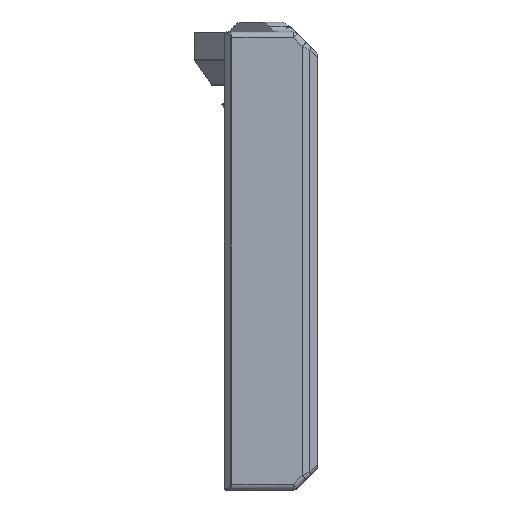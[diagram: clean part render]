
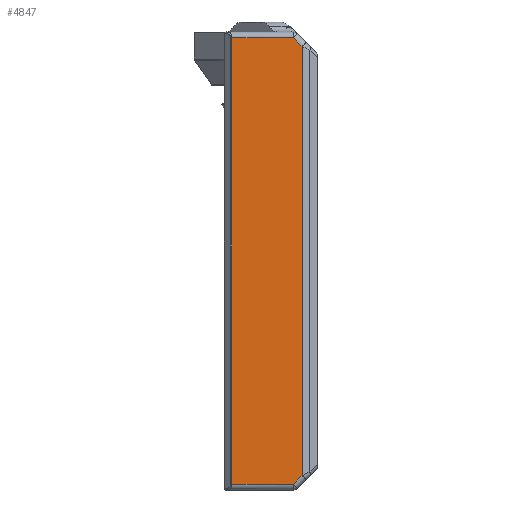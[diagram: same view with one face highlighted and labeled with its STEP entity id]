
A CAD part, left-side view. The second image highlights one B-rep face of the part: STEP entity #4847.
In plain terms, the highlighted planar face has unit normal (-1, 0, 0).
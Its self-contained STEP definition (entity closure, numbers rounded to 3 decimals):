
#110 = CARTESIAN_POINT ( 'NONE',  ( -20.122, -1.174, 51.537 ) ) ;
#159 = CARTESIAN_POINT ( 'NONE',  ( -20.122, -0.381, -0.5 ) ) ;
#173 = AXIS2_PLACEMENT_3D ( 'NONE', #2836, #2211, #5584 ) ;
#385 = ORIENTED_EDGE ( 'NONE', *, *, #1248, .T. ) ;
#433 = CARTESIAN_POINT ( 'NONE',  ( -20.122, -0.381, 39.5 ) ) ;
#541 = VECTOR ( 'NONE', #2028, 1000. ) ;
#836 = DIRECTION ( 'NONE',  ( 0., -0.707, 0.707 ) ) ;
#916 = VERTEX_POINT ( 'NONE', #433 ) ;
#1055 = CARTESIAN_POINT ( 'NONE',  ( -20.122, -1.174, -0.5 ) ) ;
#1231 = VERTEX_POINT ( 'NONE', #5972 ) ;
#1240 = DIRECTION ( 'NONE',  ( 0., 0., -1. ) ) ;
#1248 = EDGE_CURVE ( 'NONE', #3116, #916, #3211, .T. ) ;
#1352 = ORIENTED_EDGE ( 'NONE', *, *, #4595, .T. ) ;
#1738 = LINE ( 'NONE', #1055, #4996 ) ;
#1812 = DIRECTION ( 'NONE',  ( 0., 0., 1. ) ) ;
#1910 = ORIENTED_EDGE ( 'NONE', *, *, #7112, .T. ) ;
#1993 = EDGE_CURVE ( 'NONE', #916, #1231, #3715, .T. ) ;
#2028 = DIRECTION ( 'NONE',  ( 0., 1., 0. ) ) ;
#2189 = CARTESIAN_POINT ( 'NONE',  ( -20.122, -0.735, 39.146 ) ) ;
#2199 = EDGE_CURVE ( 'NONE', #7129, #3116, #3491, .T. ) ;
#2211 = DIRECTION ( 'NONE',  ( -1., 0., 0. ) ) ;
#2325 = FACE_OUTER_BOUND ( 'NONE', #6374, .T. ) ;
#2836 = CARTESIAN_POINT ( 'NONE',  ( -20.122, 5.17, 51.537 ) ) ;
#2871 = VERTEX_POINT ( 'NONE', #159 ) ;
#2877 = DIRECTION ( 'NONE',  ( 0., -1., 0. ) ) ;
#2973 = LINE ( 'NONE', #5734, #4869 ) ;
#3089 = LINE ( 'NONE', #6429, #7141 ) ;
#3116 = VERTEX_POINT ( 'NONE', #3268 ) ;
#3211 = LINE ( 'NONE', #2189, #4614 ) ;
#3268 = CARTESIAN_POINT ( 'NONE',  ( -20.122, -1.174, 38.707 ) ) ;
#3491 = LINE ( 'NONE', #110, #5070 ) ;
#3709 = CARTESIAN_POINT ( 'NONE',  ( -20.122, 5.108, -0.5 ) ) ;
#3715 = LINE ( 'NONE', #7020, #541 ) ;
#4184 = ORIENTED_EDGE ( 'NONE', *, *, #5982, .T. ) ;
#4262 = VERTEX_POINT ( 'NONE', #3709 ) ;
#4399 = PLANE ( 'NONE',  #173 ) ;
#4595 = EDGE_CURVE ( 'NONE', #1231, #4262, #2973, .T. ) ;
#4614 = VECTOR ( 'NONE', #5459, 1000. ) ;
#4847 = ADVANCED_FACE ( 'NONE', ( #2325 ), #4399, .T. ) ;
#4869 = VECTOR ( 'NONE', #1240, 1000. ) ;
#4996 = VECTOR ( 'NONE', #2877, 1000. ) ;
#5070 = VECTOR ( 'NONE', #1812, 1000. ) ;
#5171 = ORIENTED_EDGE ( 'NONE', *, *, #2199, .T. ) ;
#5307 = ORIENTED_EDGE ( 'NONE', *, *, #1993, .T. ) ;
#5459 = DIRECTION ( 'NONE',  ( 0., 0.707, 0.707 ) ) ;
#5584 = DIRECTION ( 'NONE',  ( 0., -1., 0. ) ) ;
#5734 = CARTESIAN_POINT ( 'NONE',  ( -20.122, 5.108, 51.537 ) ) ;
#5972 = CARTESIAN_POINT ( 'NONE',  ( -20.122, 5.108, 39.5 ) ) ;
#5982 = EDGE_CURVE ( 'NONE', #4262, #2871, #1738, .T. ) ;
#6186 = CARTESIAN_POINT ( 'NONE',  ( -20.122, -1.174, 0.293 ) ) ;
#6374 = EDGE_LOOP ( 'NONE', ( #5307, #1352, #4184, #1910, #5171, #385 ) ) ;
#6429 = CARTESIAN_POINT ( 'NONE',  ( -20.122, -0.821, -0.061 ) ) ;
#7020 = CARTESIAN_POINT ( 'NONE',  ( -20.122, 5.17, 39.5 ) ) ;
#7112 = EDGE_CURVE ( 'NONE', #2871, #7129, #3089, .T. ) ;
#7129 = VERTEX_POINT ( 'NONE', #6186 ) ;
#7141 = VECTOR ( 'NONE', #836, 1000. ) ;
